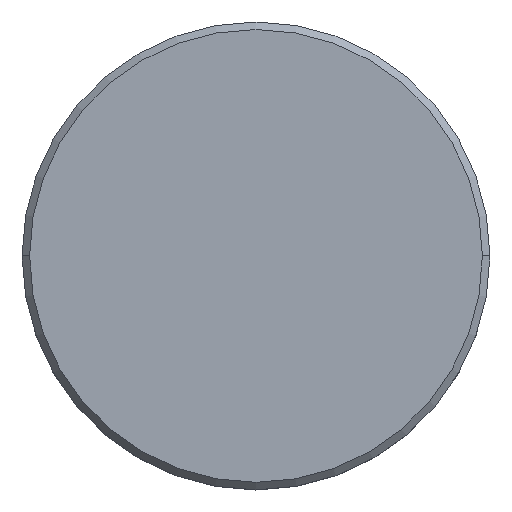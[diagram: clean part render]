
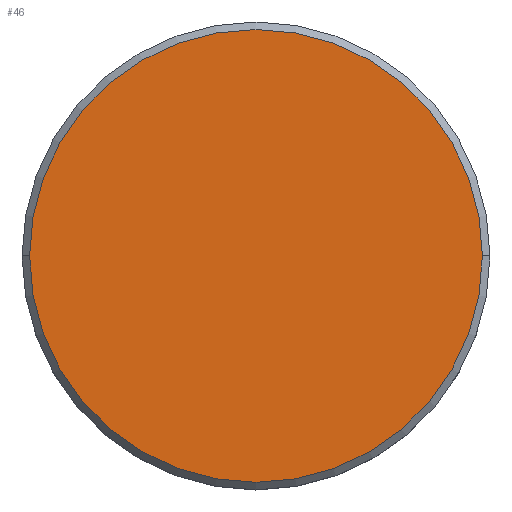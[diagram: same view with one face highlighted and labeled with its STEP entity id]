
A CAD part, top view. The second image highlights one B-rep face of the part: STEP entity #46.
In plain terms, the highlighted planar face has unit normal (0, 0, 1).
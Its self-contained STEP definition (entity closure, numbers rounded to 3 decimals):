
#46 = ADVANCED_FACE ( 'NONE', ( #690 ), #1041, .T. ) ;
#88 = DIRECTION ( 'NONE',  ( 1., 0., 0. ) ) ;
#105 = AXIS2_PLACEMENT_3D ( 'NONE', #792, #150, #314 ) ;
#130 = VERTEX_POINT ( 'NONE', #971 ) ;
#150 = DIRECTION ( 'NONE',  ( 0., 0., 1. ) ) ;
#229 = DIRECTION ( 'NONE',  ( 0., 0., 1. ) ) ;
#297 = DIRECTION ( 'NONE',  ( 1., 0., 0. ) ) ;
#301 = CARTESIAN_POINT ( 'NONE',  ( 0., 0., 0. ) ) ;
#314 = DIRECTION ( 'NONE',  ( 1., 0., 0. ) ) ;
#344 = CARTESIAN_POINT ( 'NONE',  ( 0., 0., 0. ) ) ;
#441 = VERTEX_POINT ( 'NONE', #1112 ) ;
#583 = ORIENTED_EDGE ( 'NONE', *, *, #1175, .T. ) ;
#634 = DIRECTION ( 'NONE',  ( 0., 0., 1. ) ) ;
#690 = FACE_OUTER_BOUND ( 'NONE', #765, .T. ) ;
#765 = EDGE_LOOP ( 'NONE', ( #1077, #583 ) ) ;
#792 = CARTESIAN_POINT ( 'NONE',  ( 0., 0., 0. ) ) ;
#959 = AXIS2_PLACEMENT_3D ( 'NONE', #344, #634, #88 ) ;
#963 = AXIS2_PLACEMENT_3D ( 'NONE', #301, #229, #297 ) ;
#971 = CARTESIAN_POINT ( 'NONE',  ( -15., 0., 0. ) ) ;
#988 = EDGE_CURVE ( 'NONE', #130, #441, #1053, .T. ) ;
#1011 = CIRCLE ( 'NONE', #959, 15. ) ;
#1041 = PLANE ( 'NONE',  #963 ) ;
#1053 = CIRCLE ( 'NONE', #105, 15. ) ;
#1077 = ORIENTED_EDGE ( 'NONE', *, *, #988, .T. ) ;
#1112 = CARTESIAN_POINT ( 'NONE',  ( 15., 0., 0. ) ) ;
#1175 = EDGE_CURVE ( 'NONE', #441, #130, #1011, .T. ) ;
